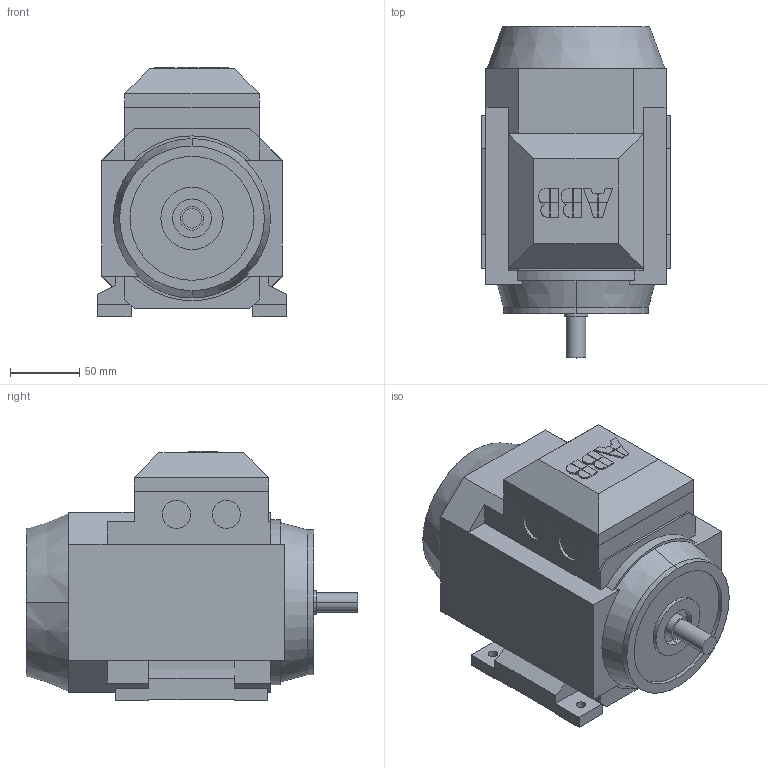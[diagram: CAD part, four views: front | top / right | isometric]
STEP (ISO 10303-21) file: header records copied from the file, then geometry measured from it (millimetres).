
FILE_DESCRIPTION(/* description */ (''),/* implementation_level */ '2;1');
FILE_NAME(/* name */ 'M3AA IE2 71 B3.stp',/* time_stamp */ '2015-06-29T15:49:52+02:00',/* author */ (''),/* organization */ (''),/* preprocessor_version */ 'ST-DEVELOPER v14',/* originating_system */ 'SIEMENS PLM Software NX 8.0',/* authorisation */ '');
FILE_SCHEMA (('AUTOMOTIVE_DESIGN { 1 0 10303 214 3 1 1 1 }'));
Length unit declared in the file: millimetre
Products named in the file (1): CAD 3D Drw, M2_3_AA 71, IM B3, IM1001, _E gener.__igs
Bounding box: 136 x 239.5 x 180 mm (x, y, z)
Volume: 3315388.6 mm3; surface area: 152948.3 mm2
Topology: 1 solids, 1 shells, 189 faces, 482 edges, 318 vertices
Faces by surface type: plane 145, cylinder 30, bspline 10, cone 4
Entity records: 5732 total; most frequent: CARTESIAN_POINT 1118, ORIENTED_EDGE 964, DIRECTION 888, EDGE_CURVE 482, LINE 388, VECTOR 388, VERTEX_POINT 318, AXIS2_PLACEMENT_3D 250
